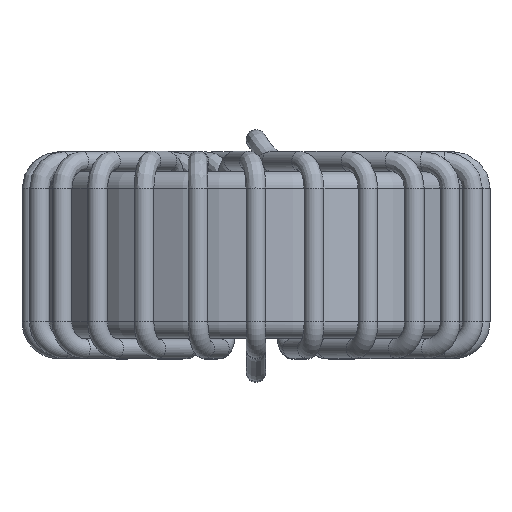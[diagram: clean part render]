
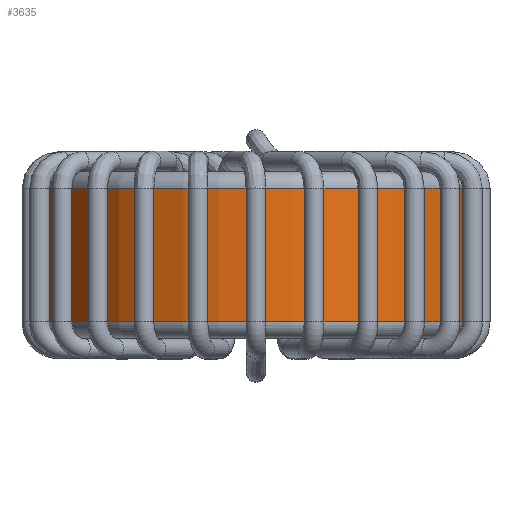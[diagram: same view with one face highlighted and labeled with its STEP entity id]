
A CAD part, top view. The second image highlights one B-rep face of the part: STEP entity #3635.
In plain terms, the highlighted cylindrical face has radius 6.45 mm (diameter 12.9 mm), a full revolution.
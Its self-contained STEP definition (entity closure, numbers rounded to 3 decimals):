
#519=ORIENTED_EDGE('',*,*,#727,.T.);
#520=ORIENTED_EDGE('',*,*,#728,.T.);
#727=EDGE_CURVE('',#927,#927,#1127,.T.);
#728=EDGE_CURVE('',#928,#928,#1128,.T.);
#927=VERTEX_POINT('',#9939);
#928=VERTEX_POINT('',#9941);
#1127=CIRCLE('',#3992,6.45);
#1128=CIRCLE('',#3993,6.45);
#1519=EDGE_LOOP('',(#519));
#1520=EDGE_LOOP('',(#520));
#1919=FACE_BOUND('',#1519,.T.);
#1920=FACE_BOUND('',#1520,.T.);
#2030=CYLINDRICAL_SURFACE('',#3991,6.45);
#3635=ADVANCED_FACE('',(#1919,#1920),#2030,.T.);
#3991=AXIS2_PLACEMENT_3D('',#9937,#4684,#4685);
#3992=AXIS2_PLACEMENT_3D('',#9938,#4686,#4687);
#3993=AXIS2_PLACEMENT_3D('',#9940,#4688,#4689);
#4684=DIRECTION('',(0.,-1.,0.));
#4685=DIRECTION('',(0.,0.,-1.));
#4686=DIRECTION('',(0.,1.,0.));
#4687=DIRECTION('',(0.,0.,1.));
#4688=DIRECTION('',(0.,-1.,0.));
#4689=DIRECTION('',(0.,0.,-1.));
#9937=CARTESIAN_POINT('',(0.,0.,0.));
#9938=CARTESIAN_POINT('',(0.,-2.015,0.));
#9939=CARTESIAN_POINT('',(0.,-2.015,6.45));
#9940=CARTESIAN_POINT('',(0.,2.015,0.));
#9941=CARTESIAN_POINT('',(0.,2.015,-6.45));
